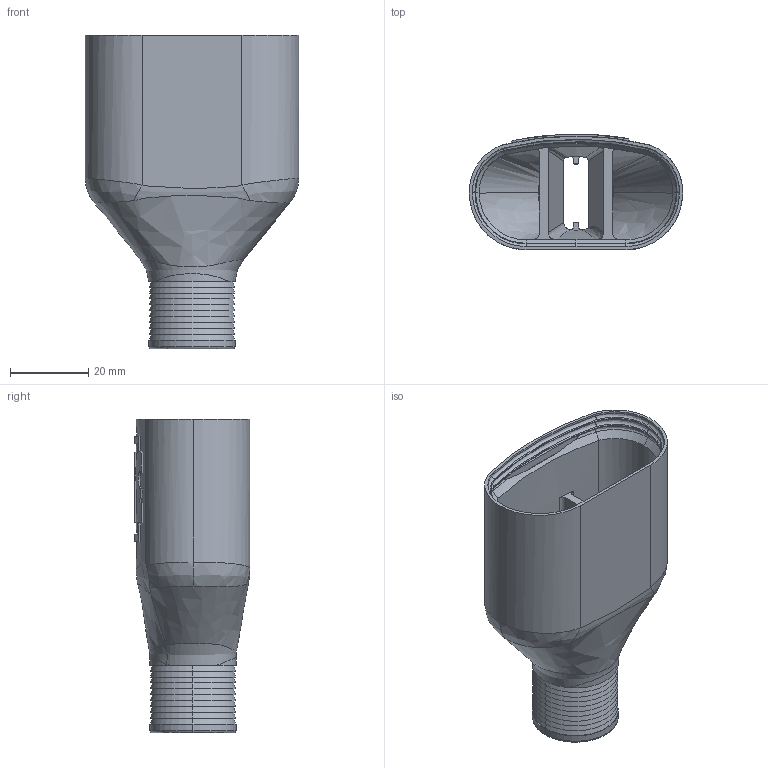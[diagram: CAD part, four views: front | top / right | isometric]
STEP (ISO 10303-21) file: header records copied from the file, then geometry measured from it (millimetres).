
FILE_DESCRIPTION (( 'STEP AP203' ), '1' );
FILE_NAME ('conector a filtro_v4.STEP', '2020-03-24T07:07:03', ( '' ), ( '' ), 'SwSTEP 2.0', 'SolidWorks 2020', '' );
FILE_SCHEMA (( 'CONFIG_CONTROL_DESIGN' ));
Length unit declared in the file: millimetre
Products named in the file (1): conector a filtro_v4
Bounding box: 54.5 x 29.5 x 80 mm (x, y, z)
Volume: 21818.9 mm3; surface area: 22089 mm2
Topology: 1 solids, 1 shells, 270 faces, 691 edges, 432 vertices
Faces by surface type: cylinder 86, plane 77, bspline 67, cone 24, torus 16
Entity records: 18782 total; most frequent: CARTESIAN_POINT 12818, ORIENTED_EDGE 1382, DIRECTION 1015, EDGE_CURVE 691, VERTEX_POINT 432, AXIS2_PLACEMENT_3D 393, EDGE_LOOP 285, FACE_OUTER_BOUND 270
